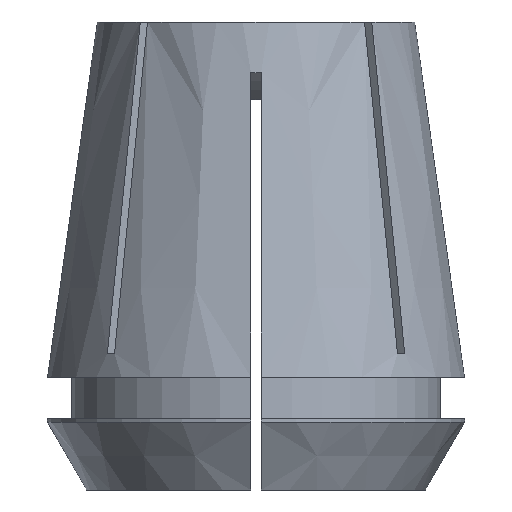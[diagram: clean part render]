
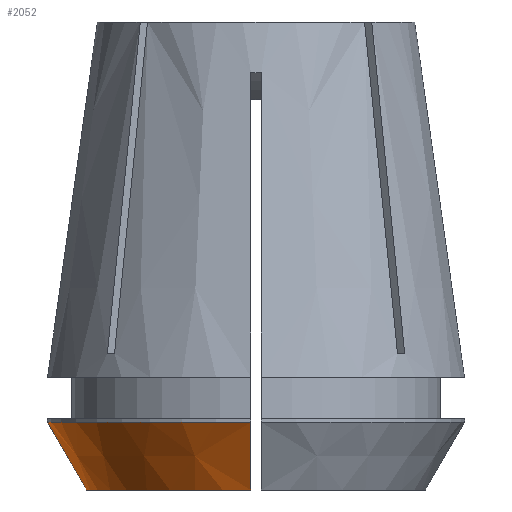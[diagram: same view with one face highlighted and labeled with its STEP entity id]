
A CAD part, front view. The second image highlights one B-rep face of the part: STEP entity #2052.
In plain terms, the highlighted conical face has half-angle 30 degrees and reference radius 16.659 mm.
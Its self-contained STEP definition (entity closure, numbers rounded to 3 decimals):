
#106 = ORIENTED_EDGE ( 'NONE', *, *, #1811, .F. ) ;
#149 = EDGE_CURVE ( 'NONE', #2403, #2669, #466, .T. ) ;
#174 = CARTESIAN_POINT ( 'NONE',  ( -19.806, -0.5, -40.538 ) ) ;
#183 = CARTESIAN_POINT ( 'NONE',  ( -20.494, -0.5, -39.346 ) ) ;
#299 = FACE_OUTER_BOUND ( 'NONE', #1380, .T. ) ;
#413 = CARTESIAN_POINT ( 'NONE',  ( -0.5, -17.244, -44.974 ) ) ;
#435 = CARTESIAN_POINT ( 'NONE',  ( -20.494, -0.5, -39.346 ) ) ;
#466 = B_SPLINE_CURVE_WITH_KNOTS ( 'NONE', 3,
 ( #1074, #413, #2649, #2118, #1869, #1099, #1770 ),
 .UNSPECIFIED., .F., .F.,
 ( 4, 3, 4 ),
 ( 0.021, 0.025, 0.029 ),
 .UNSPECIFIED. ) ;
#598 = AXIS2_PLACEMENT_3D ( 'NONE', #2499, #1854, #1843 ) ;
#793 = CIRCLE ( 'NONE', #598, 20.5 ) ;
#814 = CARTESIAN_POINT ( 'NONE',  ( -0.5, -16.651, -46. ) ) ;
#913 = CARTESIAN_POINT ( 'NONE',  ( -19.118, -0.5, -41.73 ) ) ;
#947 = CARTESIAN_POINT ( 'NONE',  ( -18.429, -0.5, -42.921 ) ) ;
#972 = CARTESIAN_POINT ( 'NONE',  ( -16.651, -0.5, -46. ) ) ;
#1074 = CARTESIAN_POINT ( 'NONE',  ( -0.5, -16.651, -46. ) ) ;
#1088 = CARTESIAN_POINT ( 'NONE',  ( -0.5, -20.494, -39.346 ) ) ;
#1099 = CARTESIAN_POINT ( 'NONE',  ( -0.5, -19.806, -40.538 ) ) ;
#1139 = AXIS2_PLACEMENT_3D ( 'NONE', #1848, #1622, #2062 ) ;
#1380 = EDGE_LOOP ( 'NONE', ( #1744, #1556, #1842, #106 ) ) ;
#1395 = CARTESIAN_POINT ( 'NONE',  ( -17.244, -0.5, -44.974 ) ) ;
#1430 = CARTESIAN_POINT ( 'NONE',  ( -17.837, -0.5, -43.947 ) ) ;
#1542 = EDGE_CURVE ( 'NONE', #2434, #2403, #2349, .T. ) ;
#1556 = ORIENTED_EDGE ( 'NONE', *, *, #1542, .T. ) ;
#1559 = AXIS2_PLACEMENT_3D ( 'NONE', #1834, #2627, #1987 ) ;
#1622 = DIRECTION ( 'NONE',  ( 0., 0., 1. ) ) ;
#1630 = VERTEX_POINT ( 'NONE', #435 ) ;
#1744 = ORIENTED_EDGE ( 'NONE', *, *, #2225, .F. ) ;
#1770 = CARTESIAN_POINT ( 'NONE',  ( -0.5, -20.494, -39.346 ) ) ;
#1786 = CARTESIAN_POINT ( 'NONE',  ( -16.651, -0.5, -46. ) ) ;
#1811 = EDGE_CURVE ( 'NONE', #1630, #2669, #793, .T. ) ;
#1834 = CARTESIAN_POINT ( 'NONE',  ( 0., 0., -46. ) ) ;
#1842 = ORIENTED_EDGE ( 'NONE', *, *, #149, .T. ) ;
#1843 = DIRECTION ( 'NONE',  ( 1., 0., 0. ) ) ;
#1848 = CARTESIAN_POINT ( 'NONE',  ( 0., 0., -46. ) ) ;
#1854 = DIRECTION ( 'NONE',  ( 0., 0., 1. ) ) ;
#1869 = CARTESIAN_POINT ( 'NONE',  ( -0.5, -19.118, -41.73 ) ) ;
#1879 = B_SPLINE_CURVE_WITH_KNOTS ( 'NONE', 3,
 ( #1786, #1395, #1430, #947, #913, #174, #183 ),
 .UNSPECIFIED., .F., .F.,
 ( 4, 3, 4 ),
 ( 0.021, 0.025, 0.029 ),
 .UNSPECIFIED. ) ;
#1987 = DIRECTION ( 'NONE',  ( 1., 0., 0. ) ) ;
#2052 = ADVANCED_FACE ( 'NONE', ( #299 ), #2558, .T. ) ;
#2062 = DIRECTION ( 'NONE',  ( 1., 0., 0. ) ) ;
#2118 = CARTESIAN_POINT ( 'NONE',  ( -0.5, -18.429, -42.921 ) ) ;
#2225 = EDGE_CURVE ( 'NONE', #2434, #1630, #1879, .T. ) ;
#2349 = CIRCLE ( 'NONE', #1559, 16.659 ) ;
#2403 = VERTEX_POINT ( 'NONE', #814 ) ;
#2434 = VERTEX_POINT ( 'NONE', #972 ) ;
#2499 = CARTESIAN_POINT ( 'NONE',  ( 0., 0., -39.346 ) ) ;
#2558 = CONICAL_SURFACE ( 'NONE', #1139, 16.659, 0.524 ) ;
#2627 = DIRECTION ( 'NONE',  ( 0., 0., 1. ) ) ;
#2649 = CARTESIAN_POINT ( 'NONE',  ( -0.5, -17.837, -43.947 ) ) ;
#2669 = VERTEX_POINT ( 'NONE', #1088 ) ;
